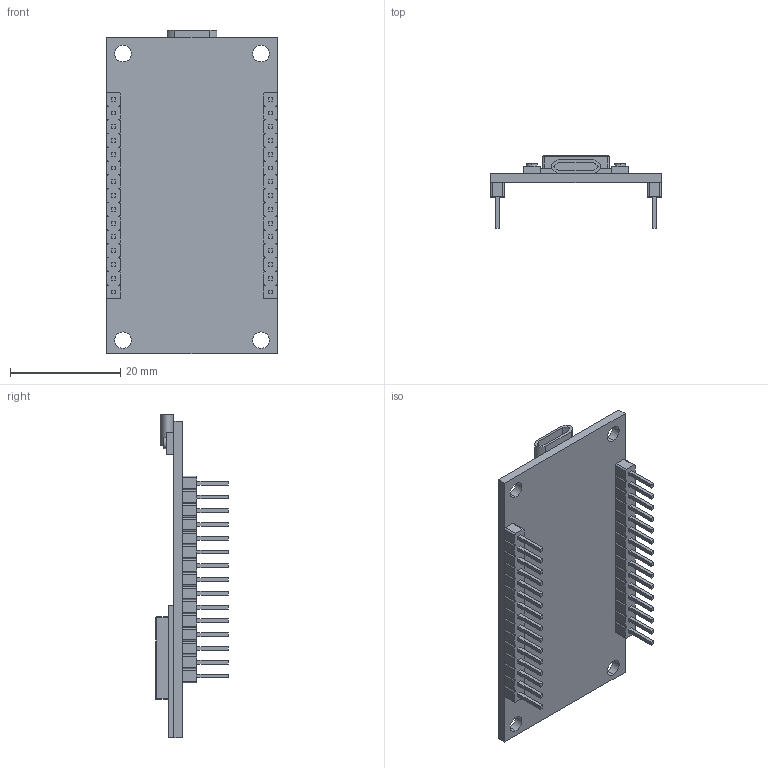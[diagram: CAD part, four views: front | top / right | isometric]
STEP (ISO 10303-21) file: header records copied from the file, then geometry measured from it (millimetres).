
FILE_DESCRIPTION (( 'STEP AP214' ), '1' );
FILE_NAME ('NodeMCU_ESP8266_STEP.STEP', '2019-11-14T19:47:07', ( '' ), ( '' ), 'SwSTEP 2.0', 'SolidWorks 2018', '' );
FILE_SCHEMA (( 'AUTOMOTIVE_DESIGN' ));
Length unit declared in the file: millimetre
Products named in the file (1): NodeMCU_ESP8266_STEP
Bounding box: 31 x 13.2 x 58.8 mm (x, y, z)
Volume: 4263 mm3; surface area: 6089.8 mm2
Topology: 37 solids, 37 shells, 433 faces, 1060 edges, 700 vertices
Faces by surface type: plane 285, cylinder 140, bspline 4, sphere 4
Entity records: 17508 total; most frequent: CARTESIAN_POINT 2346, DIRECTION 2188, ORIENTED_EDGE 2112, EDGE_CURVE 1056, VECTOR 768, LINE 768, AXIS2_PLACEMENT_3D 710, VERTEX_POINT 700
